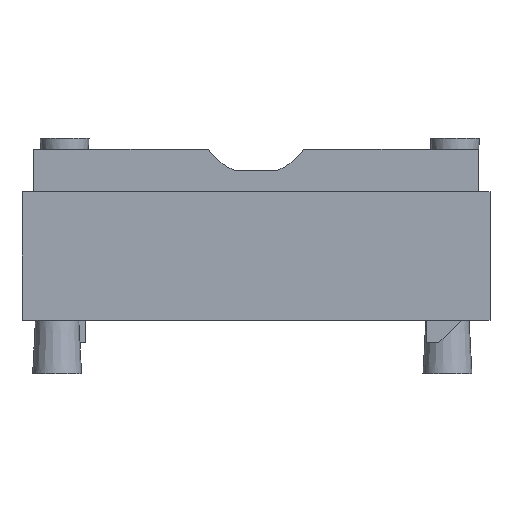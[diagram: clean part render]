
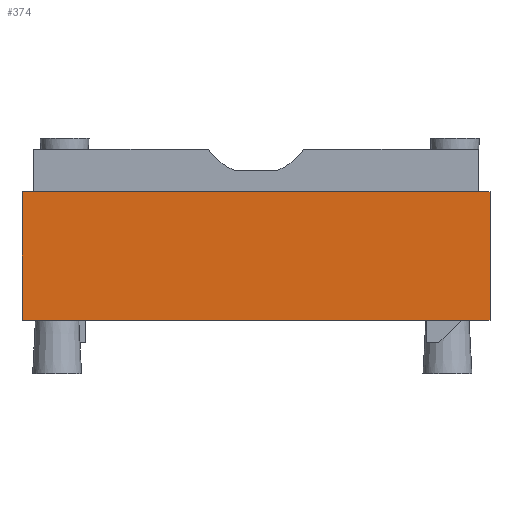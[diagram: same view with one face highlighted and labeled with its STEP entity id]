
A CAD part, front view. The second image highlights one B-rep face of the part: STEP entity #374.
In plain terms, the highlighted planar face has unit normal (0, -1, 0).
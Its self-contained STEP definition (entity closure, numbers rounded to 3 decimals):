
#374=ADVANCED_FACE('',(#708),#563,.T.);
#563=PLANE('',#3415);
#708=FACE_OUTER_BOUND('',#890,.T.);
#890=EDGE_LOOP('',(#1353,#1354,#1355,#1356));
#1353=ORIENTED_EDGE('',*,*,#2445,.T.);
#1354=ORIENTED_EDGE('',*,*,#2395,.T.);
#1355=ORIENTED_EDGE('',*,*,#2446,.F.);
#1356=ORIENTED_EDGE('',*,*,#2317,.T.);
#2015=VERTEX_POINT('',#4714);
#2016=VERTEX_POINT('',#4716);
#2079=VERTEX_POINT('',#4869);
#2080=VERTEX_POINT('',#4871);
#2317=EDGE_CURVE('',#2016,#2015,#2726,.T.);
#2395=EDGE_CURVE('',#2080,#2079,#2792,.T.);
#2445=EDGE_CURVE('',#2015,#2080,#2832,.T.);
#2446=EDGE_CURVE('',#2016,#2079,#2833,.T.);
#2726=LINE('',#4715,#3069);
#2792=LINE('',#4870,#3135);
#2832=LINE('',#4960,#3175);
#2833=LINE('',#4961,#3176);
#3069=VECTOR('',#3776,1.);
#3135=VECTOR('',#3892,1.);
#3175=VECTOR('',#3954,1.);
#3176=VECTOR('',#3955,1.);
#3415=AXIS2_PLACEMENT_3D('',#4962,#3956,#3957);
#3776=DIRECTION('',(1.,0.,0.));
#3892=DIRECTION('',(-1.,0.,0.));
#3954=DIRECTION('',(0.,0.,1.));
#3955=DIRECTION('',(0.,0.,1.));
#3956=DIRECTION('',(0.,-1.,0.));
#3957=DIRECTION('',(0.,0.,-1.));
#4714=CARTESIAN_POINT('',(11.,-23.,0.));
#4715=CARTESIAN_POINT('',(0.,-23.,0.));
#4716=CARTESIAN_POINT('',(-11.,-23.,0.));
#4869=CARTESIAN_POINT('',(-11.,-23.,6.05));
#4870=CARTESIAN_POINT('',(0.,-23.,6.05));
#4871=CARTESIAN_POINT('',(11.,-23.,6.05));
#4960=CARTESIAN_POINT('',(11.,-23.,0.));
#4961=CARTESIAN_POINT('',(-11.,-23.,0.));
#4962=CARTESIAN_POINT('',(0.,-23.,0.));
